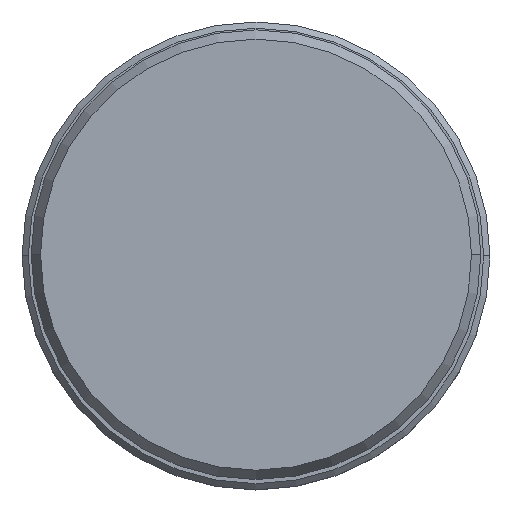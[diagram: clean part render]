
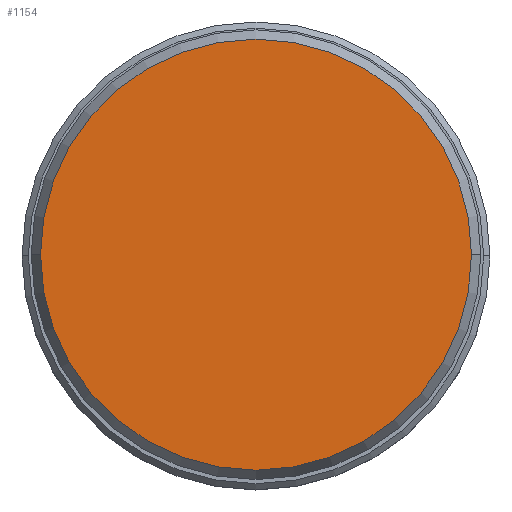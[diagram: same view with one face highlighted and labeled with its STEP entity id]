
A CAD part, top view. The second image highlights one B-rep face of the part: STEP entity #1154.
In plain terms, the highlighted planar face has unit normal (0, 0, 1).
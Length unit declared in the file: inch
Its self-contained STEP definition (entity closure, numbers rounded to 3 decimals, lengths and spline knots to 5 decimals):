
#5 = CARTESIAN_POINT ( 'NONE',  ( 0.34547, 0., 0. ) ) ;
#149 = DIRECTION ( 'NONE',  ( 0., 0., 1. ) ) ;
#172 = ORIENTED_EDGE ( 'NONE', *, *, #975, .T. ) ;
#368 = EDGE_CURVE ( 'NONE', #374, #2036, #1434, .T. ) ;
#370 = DIRECTION ( 'NONE',  ( 0., 0., 1. ) ) ;
#374 = VERTEX_POINT ( 'NONE', #5 ) ;
#380 = DIRECTION ( 'NONE',  ( -1., 0., 0. ) ) ;
#390 = DIRECTION ( 'NONE',  ( -1., 0., 0. ) ) ;
#734 = CARTESIAN_POINT ( 'NONE',  ( 0., 0.3662, 0. ) ) ;
#805 = AXIS2_PLACEMENT_3D ( 'NONE', #734, #2078, #390 ) ;
#841 = CARTESIAN_POINT ( 'NONE',  ( 0., 0., 0. ) ) ;
#927 = ORIENTED_EDGE ( 'NONE', *, *, #368, .T. ) ;
#975 = EDGE_CURVE ( 'NONE', #2036, #374, #1176, .T. ) ;
#982 = FACE_OUTER_BOUND ( 'NONE', #1217, .T. ) ;
#1154 = ADVANCED_FACE ( 'NONE', ( #982 ), #1255, .F. ) ;
#1176 = CIRCLE ( 'NONE', #1704, 0.34547 ) ;
#1216 = CARTESIAN_POINT ( 'NONE',  ( -0.34547, 0., 0. ) ) ;
#1217 = EDGE_LOOP ( 'NONE', ( #172, #927 ) ) ;
#1255 = PLANE ( 'NONE',  #805 ) ;
#1434 = CIRCLE ( 'NONE', #2092, 0.34547 ) ;
#1681 = DIRECTION ( 'NONE',  ( -1., 0., 0. ) ) ;
#1704 = AXIS2_PLACEMENT_3D ( 'NONE', #841, #370, #380 ) ;
#2013 = CARTESIAN_POINT ( 'NONE',  ( 0., 0., 0. ) ) ;
#2036 = VERTEX_POINT ( 'NONE', #1216 ) ;
#2078 = DIRECTION ( 'NONE',  ( 0., 0., -1. ) ) ;
#2092 = AXIS2_PLACEMENT_3D ( 'NONE', #2013, #149, #1681 ) ;
